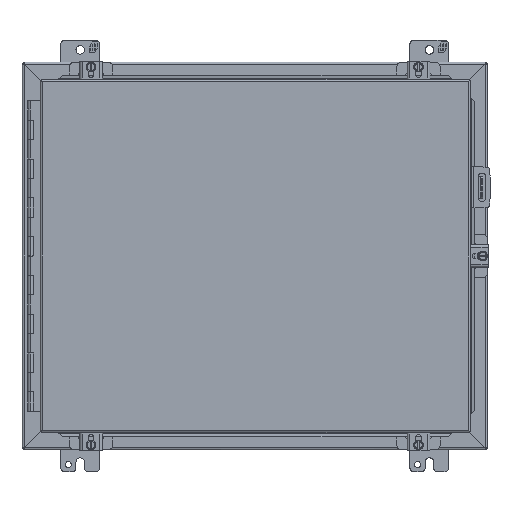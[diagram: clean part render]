
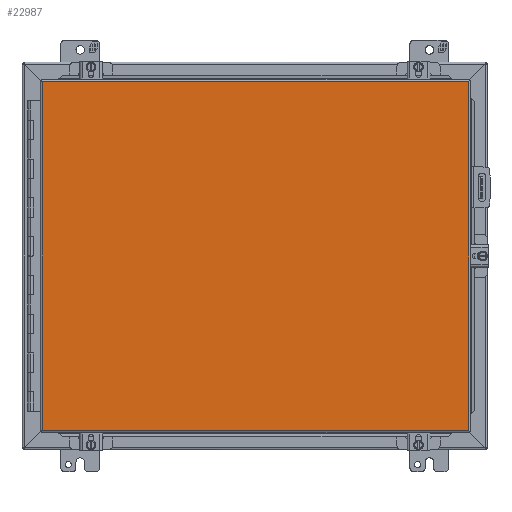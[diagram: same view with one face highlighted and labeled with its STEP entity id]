
A CAD part, front view. The second image highlights one B-rep face of the part: STEP entity #22987.
In plain terms, the highlighted planar face has unit normal (0, -1, 0).
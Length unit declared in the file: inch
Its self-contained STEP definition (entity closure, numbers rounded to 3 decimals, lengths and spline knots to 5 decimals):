
#1981 = FACE_OUTER_BOUND ( 'NONE', #36596, .T. ) ;
#6069 = VERTEX_POINT ( 'NONE', #28421 ) ;
#6575 = CARTESIAN_POINT ( 'NONE',  ( -10.954, -9.21, 8.9945 ) ) ;
#6747 = ORIENTED_EDGE ( 'NONE', *, *, #50482, .F. ) ;
#7410 = ORIENTED_EDGE ( 'NONE', *, *, #24432, .F. ) ;
#7494 = CARTESIAN_POINT ( 'NONE',  ( -10.954, -9.21, 8.9945 ) ) ;
#7735 = LINE ( 'NONE', #15226, #27308 ) ;
#7782 = LINE ( 'NONE', #25084, #20060 ) ;
#9140 = ORIENTED_EDGE ( 'NONE', *, *, #30429, .F. ) ;
#10024 = DIRECTION ( 'NONE',  ( 0., 0., 1. ) ) ;
#10046 = DIRECTION ( 'NONE',  ( 1., 0., 0. ) ) ;
#10242 = CARTESIAN_POINT ( 'NONE',  ( -10.954, -9.21, -8.9945 ) ) ;
#10311 = CARTESIAN_POINT ( 'NONE',  ( -10.954, -9.21, -8.9945 ) ) ;
#10444 = VECTOR ( 'NONE', #10046, 39.37008 ) ;
#13714 = DIRECTION ( 'NONE',  ( 0., 0., -1. ) ) ;
#15226 = CARTESIAN_POINT ( 'NONE',  ( 11.018, -9.21, 8.9945 ) ) ;
#16299 = DIRECTION ( 'NONE',  ( -1., 0., 0. ) ) ;
#17500 = LINE ( 'NONE', #25732, #40286 ) ;
#17516 = VERTEX_POINT ( 'NONE', #10311 ) ;
#17978 = PLANE ( 'NONE',  #25992 ) ;
#20060 = VECTOR ( 'NONE', #16299, 39.37008 ) ;
#22987 = ADVANCED_FACE ( 'NONE', ( #1981 ), #17978, .T. ) ;
#24432 = EDGE_CURVE ( 'NONE', #6069, #17516, #7782, .T. ) ;
#25084 = CARTESIAN_POINT ( 'NONE',  ( 11.018, -9.21, -8.9945 ) ) ;
#25732 = CARTESIAN_POINT ( 'NONE',  ( -10.954, -9.21, -8.9945 ) ) ;
#25992 = AXIS2_PLACEMENT_3D ( 'NONE', #10242, #38961, #13714 ) ;
#27308 = VECTOR ( 'NONE', #52417, 39.37008 ) ;
#28421 = CARTESIAN_POINT ( 'NONE',  ( 11.018, -9.21, -8.9945 ) ) ;
#30429 = EDGE_CURVE ( 'NONE', #52067, #43959, #43025, .T. ) ;
#36268 = ORIENTED_EDGE ( 'NONE', *, *, #39555, .F. ) ;
#36596 = EDGE_LOOP ( 'NONE', ( #6747, #9140, #36268, #7410 ) ) ;
#38961 = DIRECTION ( 'NONE',  ( 0., -1., 0. ) ) ;
#39443 = CARTESIAN_POINT ( 'NONE',  ( 11.018, -9.21, 8.9945 ) ) ;
#39555 = EDGE_CURVE ( 'NONE', #17516, #52067, #17500, .T. ) ;
#40286 = VECTOR ( 'NONE', #10024, 39.37008 ) ;
#43025 = LINE ( 'NONE', #6575, #10444 ) ;
#43959 = VERTEX_POINT ( 'NONE', #39443 ) ;
#50482 = EDGE_CURVE ( 'NONE', #43959, #6069, #7735, .T. ) ;
#52067 = VERTEX_POINT ( 'NONE', #7494 ) ;
#52417 = DIRECTION ( 'NONE',  ( 0., 0., -1. ) ) ;
